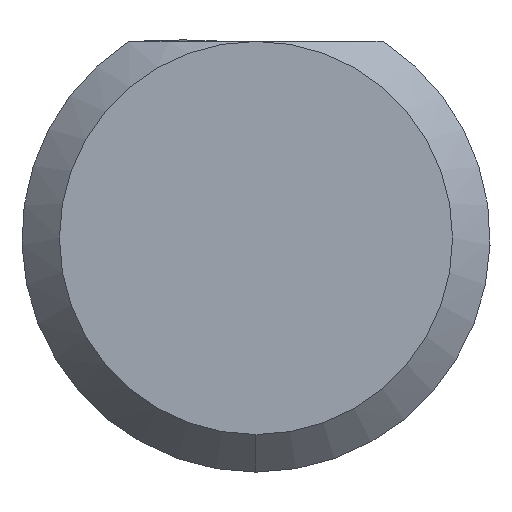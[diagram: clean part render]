
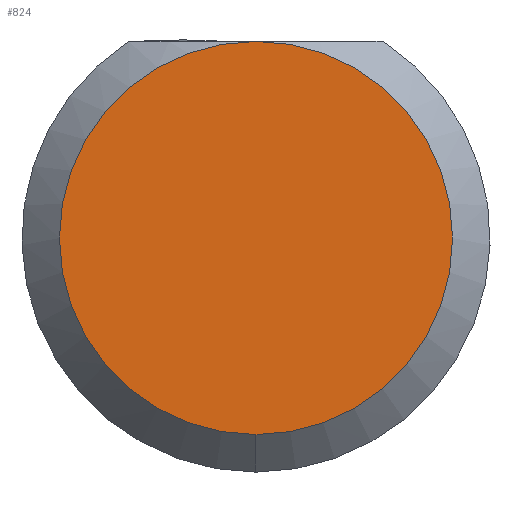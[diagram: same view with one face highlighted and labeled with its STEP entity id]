
A CAD part, left-side view. The second image highlights one B-rep face of the part: STEP entity #824.
In plain terms, the highlighted planar face has unit normal (-1, 0, 0).
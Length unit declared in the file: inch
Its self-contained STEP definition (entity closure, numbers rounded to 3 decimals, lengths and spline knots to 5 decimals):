
#6 = CARTESIAN_POINT ( 'NONE',  ( 0., 0., 0. ) ) ;
#15 = CIRCLE ( 'NONE', #236, 0.05235 ) ;
#80 = FACE_OUTER_BOUND ( 'NONE', #147, .T. ) ;
#147 = EDGE_LOOP ( 'NONE', ( #487, #491 ) ) ;
#208 = DIRECTION ( 'NONE',  ( 0., 0., -1. ) ) ;
#213 = CARTESIAN_POINT ( 'NONE',  ( 0., 0., 0. ) ) ;
#236 = AXIS2_PLACEMENT_3D ( 'NONE', #6, #679, #467 ) ;
#248 = CARTESIAN_POINT ( 'NONE',  ( 0., 0., -0.05235 ) ) ;
#264 = CARTESIAN_POINT ( 'NONE',  ( 0., 0., 0.05235 ) ) ;
#348 = CIRCLE ( 'NONE', #545, 0.05235 ) ;
#360 = CARTESIAN_POINT ( 'NONE',  ( 0., 0., 0. ) ) ;
#467 = DIRECTION ( 'NONE',  ( 0., 0., 1. ) ) ;
#487 = ORIENTED_EDGE ( 'NONE', *, *, #881, .T. ) ;
#491 = ORIENTED_EDGE ( 'NONE', *, *, #674, .T. ) ;
#531 = AXIS2_PLACEMENT_3D ( 'NONE', #213, #541, #208 ) ;
#541 = DIRECTION ( 'NONE',  ( 1., 0., 0. ) ) ;
#545 = AXIS2_PLACEMENT_3D ( 'NONE', #360, #560, #713 ) ;
#550 = VERTEX_POINT ( 'NONE', #248 ) ;
#560 = DIRECTION ( 'NONE',  ( -1., 0., 0. ) ) ;
#597 = VERTEX_POINT ( 'NONE', #264 ) ;
#674 = EDGE_CURVE ( 'NONE', #550, #597, #15, .T. ) ;
#679 = DIRECTION ( 'NONE',  ( -1., 0., 0. ) ) ;
#682 = PLANE ( 'NONE',  #531 ) ;
#713 = DIRECTION ( 'NONE',  ( 0., 0., 1. ) ) ;
#824 = ADVANCED_FACE ( 'NONE', ( #80 ), #682, .F. ) ;
#881 = EDGE_CURVE ( 'NONE', #597, #550, #348, .T. ) ;
